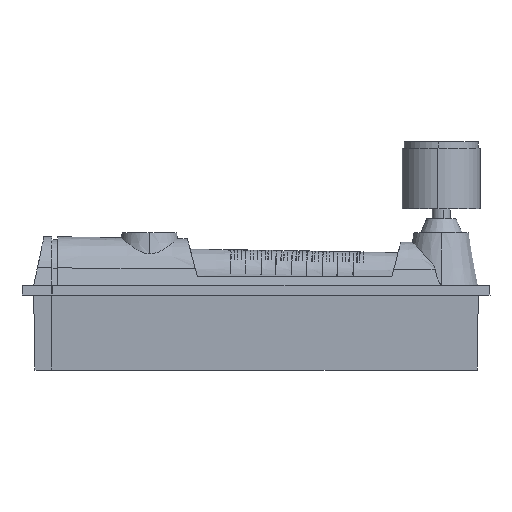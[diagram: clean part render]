
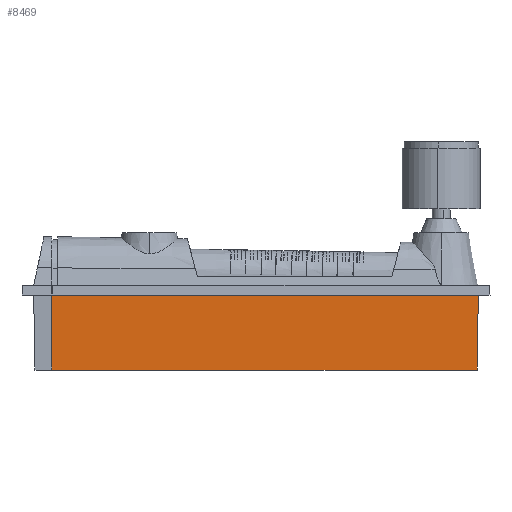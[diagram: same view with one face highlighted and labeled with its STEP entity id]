
A CAD part, left-side view. The second image highlights one B-rep face of the part: STEP entity #8469.
In plain terms, the highlighted planar face has unit normal (-1, 0, -0.018).
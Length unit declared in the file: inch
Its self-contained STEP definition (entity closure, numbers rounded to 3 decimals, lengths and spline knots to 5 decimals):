
#466 = ORIENTED_EDGE ( 'NONE', *, *, #2242, .T. ) ;
#716 = AXIS2_PLACEMENT_3D ( 'NONE', #24320, #22361, #10177 ) ;
#1285 = ORIENTED_EDGE ( 'NONE', *, *, #8236, .F. ) ;
#2242 = EDGE_CURVE ( 'NONE', #19350, #11100, #6133, .T. ) ;
#2852 = CARTESIAN_POINT ( 'NONE',  ( -0.3169, 2.06808, 0.15794 ) ) ;
#3066 = VECTOR ( 'NONE', #25492, 39.37008 ) ;
#3145 = VECTOR ( 'NONE', #20538, 39.37008 ) ;
#4703 = CARTESIAN_POINT ( 'NONE',  ( -0.31557, -2.31059, 0.08153 ) ) ;
#6133 = LINE ( 'NONE', #4703, #23048 ) ;
#6315 = CARTESIAN_POINT ( 'NONE',  ( -0.30346, 2.06808, -0.61206 ) ) ;
#6731 = DIRECTION ( 'NONE',  ( -0.017, -0.017, 1. ) ) ;
#8113 = PLANE ( 'NONE',  #716 ) ;
#8236 = EDGE_CURVE ( 'NONE', #21524, #18671, #24171, .T. ) ;
#8469 = ADVANCED_FACE ( 'NONE', ( #22239 ), #8113, .F. ) ;
#8805 = ORIENTED_EDGE ( 'NONE', *, *, #22595, .F. ) ;
#10172 = CARTESIAN_POINT ( 'NONE',  ( -0.3169, 2.06808, 0.15794 ) ) ;
#10177 = DIRECTION ( 'NONE',  ( 0.017, 0., -1. ) ) ;
#11100 = VERTEX_POINT ( 'NONE', #20990 ) ;
#11475 = CARTESIAN_POINT ( 'NONE',  ( -0.30346, -2.29848, -0.61206 ) ) ;
#13015 = DIRECTION ( 'NONE',  ( 0., -1., 0. ) ) ;
#13282 = LINE ( 'NONE', #23441, #3066 ) ;
#13628 = VECTOR ( 'NONE', #13015, 39.37008 ) ;
#16300 = EDGE_LOOP ( 'NONE', ( #1285, #8805, #466, #22516 ) ) ;
#17983 = EDGE_CURVE ( 'NONE', #18671, #11100, #19008, .T. ) ;
#18490 = CARTESIAN_POINT ( 'NONE',  ( -0.30346, 2.06808, -0.61206 ) ) ;
#18671 = VERTEX_POINT ( 'NONE', #10172 ) ;
#19008 = LINE ( 'NONE', #2852, #13628 ) ;
#19350 = VERTEX_POINT ( 'NONE', #11475 ) ;
#20538 = DIRECTION ( 'NONE',  ( -0.017, 0., 1. ) ) ;
#20990 = CARTESIAN_POINT ( 'NONE',  ( -0.3169, -2.31192, 0.15794 ) ) ;
#21524 = VERTEX_POINT ( 'NONE', #6315 ) ;
#22239 = FACE_OUTER_BOUND ( 'NONE', #16300, .T. ) ;
#22361 = DIRECTION ( 'NONE',  ( 1., 0., 0.017 ) ) ;
#22516 = ORIENTED_EDGE ( 'NONE', *, *, #17983, .F. ) ;
#22595 = EDGE_CURVE ( 'NONE', #19350, #21524, #13282, .T. ) ;
#23048 = VECTOR ( 'NONE', #6731, 39.37008 ) ;
#23441 = CARTESIAN_POINT ( 'NONE',  ( -0.30346, -0.12192, -0.61206 ) ) ;
#24171 = LINE ( 'NONE', #18490, #3145 ) ;
#24320 = CARTESIAN_POINT ( 'NONE',  ( -0.3169, 2.06808, 0.15794 ) ) ;
#25492 = DIRECTION ( 'NONE',  ( 0., 1., 0. ) ) ;
